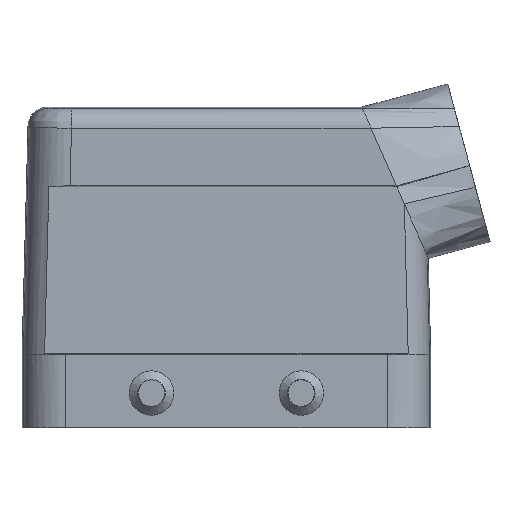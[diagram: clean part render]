
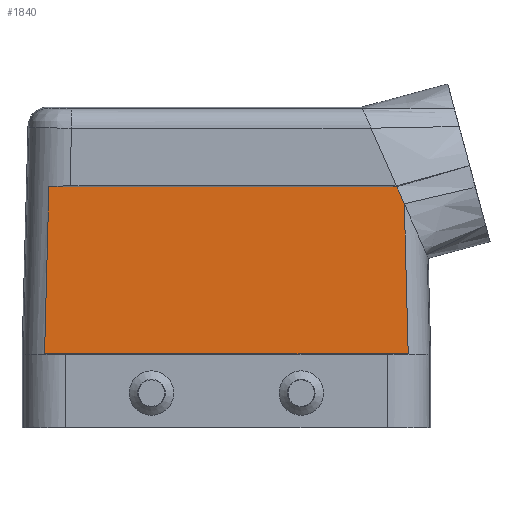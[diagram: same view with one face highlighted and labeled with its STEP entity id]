
A CAD part, front view. The second image highlights one B-rep face of the part: STEP entity #1840.
In plain terms, the highlighted planar face has unit normal (0, -1, 0.015).
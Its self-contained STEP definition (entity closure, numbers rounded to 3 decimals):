
#693=FACE_OUTER_BOUND('',#2170,.T.);
#881=B_SPLINE_CURVE_WITH_KNOTS('',3,(#6077,#6078,#6079,#6080),
 .UNSPECIFIED.,.F.,.F.,(4,4),(0.,1.),.UNSPECIFIED.);
#977=PLANE('',#4500);
#1227=LINE('',#6068,#1571);
#1228=LINE('',#6071,#1572);
#1229=LINE('',#6073,#1573);
#1230=LINE('',#6075,#1574);
#1571=VECTOR('',#4874,1.);
#1572=VECTOR('',#4875,1.);
#1573=VECTOR('',#4876,1.);
#1574=VECTOR('',#4877,1.);
#1840=ADVANCED_FACE('',(#693),#977,.T.);
#2170=EDGE_LOOP('',(#2531,#2532,#2533,#2534,#2535));
#2531=ORIENTED_EDGE('',*,*,#3925,.F.);
#2532=ORIENTED_EDGE('',*,*,#3926,.F.);
#2533=ORIENTED_EDGE('',*,*,#3927,.F.);
#2534=ORIENTED_EDGE('',*,*,#3928,.F.);
#2535=ORIENTED_EDGE('',*,*,#3929,.T.);
#3565=VERTEX_POINT('',#6069);
#3566=VERTEX_POINT('',#6070);
#3567=VERTEX_POINT('',#6072);
#3568=VERTEX_POINT('',#6074);
#3569=VERTEX_POINT('',#6076);
#3925=EDGE_CURVE('',#3565,#3566,#1227,.T.);
#3926=EDGE_CURVE('',#3567,#3565,#1228,.T.);
#3927=EDGE_CURVE('',#3568,#3567,#1229,.T.);
#3928=EDGE_CURVE('',#3569,#3568,#1230,.T.);
#3929=EDGE_CURVE('',#3569,#3566,#881,.T.);
#4500=AXIS2_PLACEMENT_3D('',#6081,#4878,#4879);
#4874=DIRECTION('',(1.,0.,0.));
#4875=DIRECTION('',(0.026,0.015,1.));
#4876=DIRECTION('',(-1.,0.,0.));
#4877=DIRECTION('',(0.026,-0.015,-1.));
#4878=DIRECTION('',(0.,-1.,0.015));
#4879=DIRECTION('',(0.,-0.015,-1.));
#6068=CARTESIAN_POINT('',(36.3,-20.059,33.674));
#6069=CARTESIAN_POINT('',(-31.524,-20.059,33.674));
#6070=CARTESIAN_POINT('',(30.281,-20.059,33.674));
#6071=CARTESIAN_POINT('',(-32.297,-20.5,3.868));
#6072=CARTESIAN_POINT('',(-32.293,-20.497,4.027));
#6073=CARTESIAN_POINT('',(36.3,-20.497,4.027));
#6074=CARTESIAN_POINT('',(32.293,-20.497,4.027));
#6075=CARTESIAN_POINT('',(32.292,-20.497,4.049));
#6076=CARTESIAN_POINT('',(31.602,-20.104,30.666));
#6077=CARTESIAN_POINT('',(31.602,-20.104,30.666));
#6078=CARTESIAN_POINT('',(31.162,-20.089,31.668));
#6079=CARTESIAN_POINT('',(30.721,-20.074,32.671));
#6080=CARTESIAN_POINT('',(30.281,-20.059,33.674));
#6081=CARTESIAN_POINT('',(36.3,-20.497,4.027));
